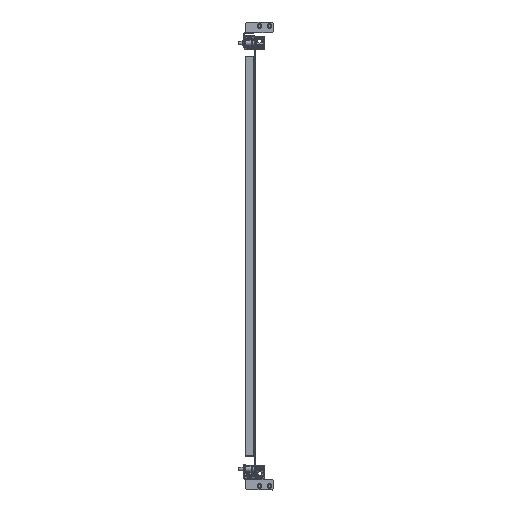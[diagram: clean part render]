
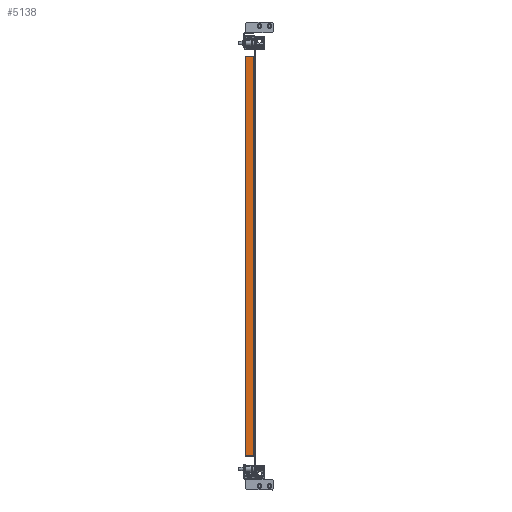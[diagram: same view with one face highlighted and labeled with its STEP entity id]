
A CAD part, top view. The second image highlights one B-rep face of the part: STEP entity #5138.
In plain terms, the highlighted face is planar.
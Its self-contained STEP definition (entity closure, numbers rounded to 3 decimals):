
#3460=CARTESIAN_POINT('Vertex',(937.,-493.5,23.8)) ;
#3463=CARTESIAN_POINT('Line Origine',(937.,0.,23.8)) ;
#3467=CARTESIAN_POINT('Vertex',(937.,493.5,23.8)) ;
#3531=CARTESIAN_POINT('Vertex',(937.,-493.5,4.)) ;
#3536=CARTESIAN_POINT('Line Origine',(937.,-493.5,13.9)) ;
#3565=CARTESIAN_POINT('Line Origine',(937.,493.5,13.9)) ;
#3569=CARTESIAN_POINT('Vertex',(937.,493.5,4.)) ;
#5122=CARTESIAN_POINT('Axis2P3D Location',(937.,0.,2.5)) ;
#5127=CARTESIAN_POINT('Line Origine',(937.,0.,4.)) ;
#3464=DIRECTION('Vector Direction',(0.,-1.,0.)) ;
#3537=DIRECTION('Vector Direction',(0.,0.,-1.)) ;
#3566=DIRECTION('Vector Direction',(0.,0.,1.)) ;
#5123=DIRECTION('Axis2P3D Direction',(1.,-0.,0.)) ;
#5124=DIRECTION('Axis2P3D XDirection',(0.,1.,0.)) ;
#5128=DIRECTION('Vector Direction',(0.,1.,0.)) ;
#5125=AXIS2_PLACEMENT_3D('Plane Axis2P3D',#5122,#5123,#5124) ;
#5133=ORIENTED_EDGE('',*,*,#5131,.T.) ;
#5134=ORIENTED_EDGE('',*,*,#3571,.T.) ;
#5135=ORIENTED_EDGE('',*,*,#3469,.T.) ;
#5136=ORIENTED_EDGE('',*,*,#3540,.T.) ;
#3465=VECTOR('Line Direction',#3464,1.) ;
#3538=VECTOR('Line Direction',#3537,1.) ;
#3567=VECTOR('Line Direction',#3566,1.) ;
#5129=VECTOR('Line Direction',#5128,1.) ;
#5138=ADVANCED_FACE('PartBody',(#5137),#5126,.T.) ;
#3469=EDGE_CURVE('',#3468,#3461,#3466,.T.) ;
#3540=EDGE_CURVE('',#3461,#3532,#3539,.T.) ;
#3571=EDGE_CURVE('',#3570,#3468,#3568,.T.) ;
#5131=EDGE_CURVE('',#3532,#3570,#5130,.T.) ;
#5132=EDGE_LOOP('',(#5133,#5134,#5135,#5136)) ;
#5137=FACE_OUTER_BOUND('',#5132,.T.) ;
#3466=LINE('Line',#3463,#3465) ;
#3539=LINE('Line',#3536,#3538) ;
#3568=LINE('Line',#3565,#3567) ;
#5130=LINE('Line',#5127,#5129) ;
#5126=PLANE('',#5125) ;
#3461=VERTEX_POINT('',#3460) ;
#3468=VERTEX_POINT('',#3467) ;
#3532=VERTEX_POINT('',#3531) ;
#3570=VERTEX_POINT('',#3569) ;
